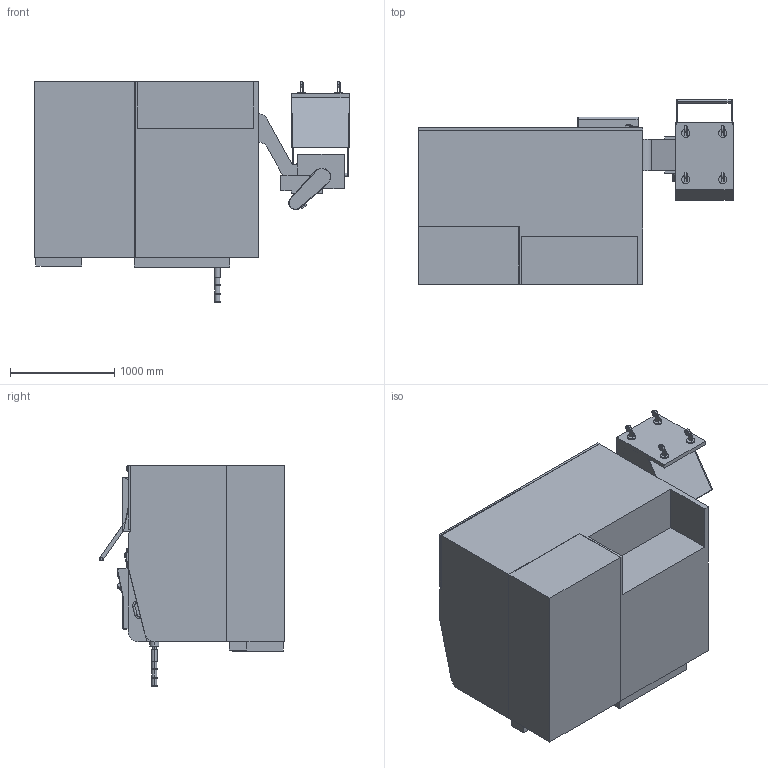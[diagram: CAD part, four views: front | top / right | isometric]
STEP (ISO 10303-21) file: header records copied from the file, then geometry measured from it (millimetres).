
FILE_DESCRIPTION (( 'STEP AP214' ), '1' );
FILE_NAME ('cnc.ap214.STEP', '2018-06-01T03:02:00', ( '' ), ( '' ), 'SwSTEP 2.0', 'SolidWorks 2016', '' );
FILE_SCHEMA (( 'AUTOMOTIVE_DESIGN' ));
Length unit declared in the file: millimetre
Products named in the file (1): cnc.ap214
Bounding box: 3014.86 x 1775.17 x 2120 mm (x, y, z)
Volume: 5190708363.4 mm3; surface area: 37541752.1 mm2
Topology: 6 solids, 6 shells, 908 faces, 2221 edges, 1441 vertices
Faces by surface type: plane 714, cylinder 147, bspline 45, cone 2
Entity records: 34972 total; most frequent: CARTESIAN_POINT 7194, ORIENTED_EDGE 4434, DIRECTION 4185, EDGE_CURVE 2217, LINE 1827, VECTOR 1827, VERTEX_POINT 1441, AXIS2_PLACEMENT_3D 1179
